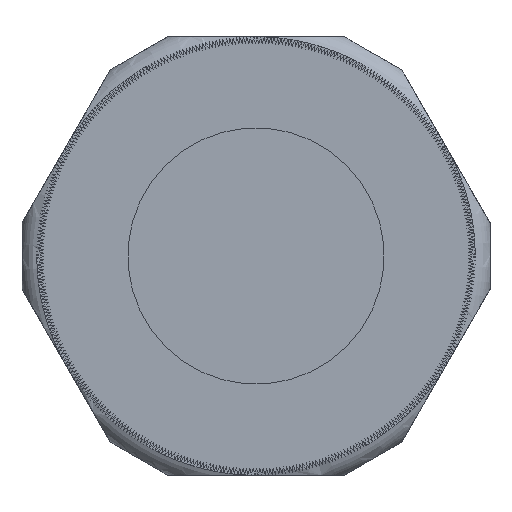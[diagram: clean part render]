
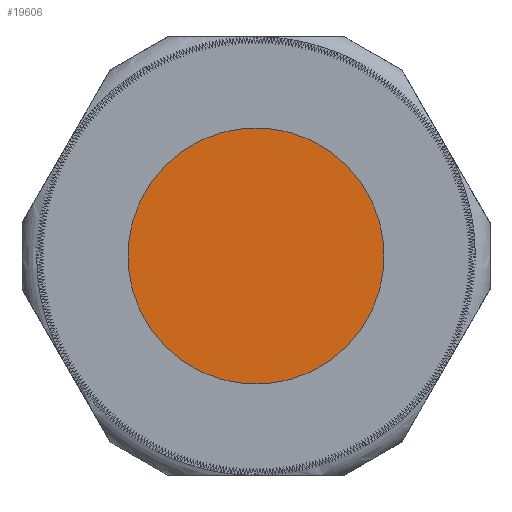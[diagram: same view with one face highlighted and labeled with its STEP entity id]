
A CAD part, left-side view. The second image highlights one B-rep face of the part: STEP entity #19606.
In plain terms, the highlighted planar face has unit normal (-1, 0, 0).
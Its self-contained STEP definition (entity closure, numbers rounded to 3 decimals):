
#1008=PLANE('',#20768);
#1126=CIRCLE('',#20769,4.97);
#2089=FACE_OUTER_BOUND('',#3074,.T.);
#3074=EDGE_LOOP('',(#18591));
#10256=VERTEX_POINT('',#32260);
#13039=EDGE_CURVE('',#10256,#10256,#1126,.T.);
#18591=ORIENTED_EDGE('',*,*,#13039,.F.);
#19606=ADVANCED_FACE('',(#2089),#1008,.T.);
#20768=AXIS2_PLACEMENT_3D('',#32259,#25558,#25559);
#20769=AXIS2_PLACEMENT_3D('',#32261,#25560,#25561);
#25558=DIRECTION('center_axis',(-1.,0.,0.));
#25559=DIRECTION('ref_axis',(0.,0.,1.));
#25560=DIRECTION('center_axis',(1.,0.,0.));
#25561=DIRECTION('ref_axis',(0.,0.,-1.));
#32259=CARTESIAN_POINT('Origin',(-6.1,4.97,0.));
#32260=CARTESIAN_POINT('',(-6.1,4.97,0.));
#32261=CARTESIAN_POINT('Origin',(-6.1,0.,0.));
